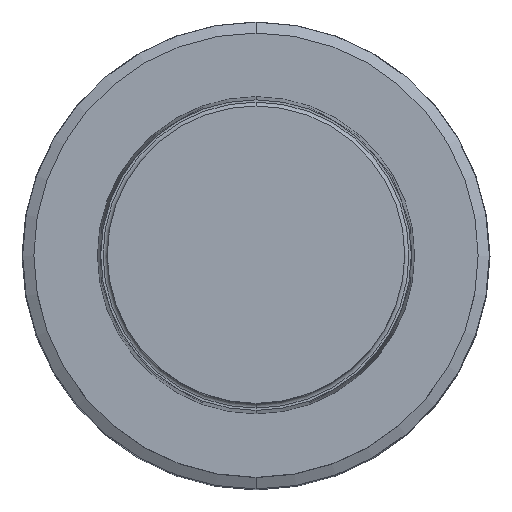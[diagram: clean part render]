
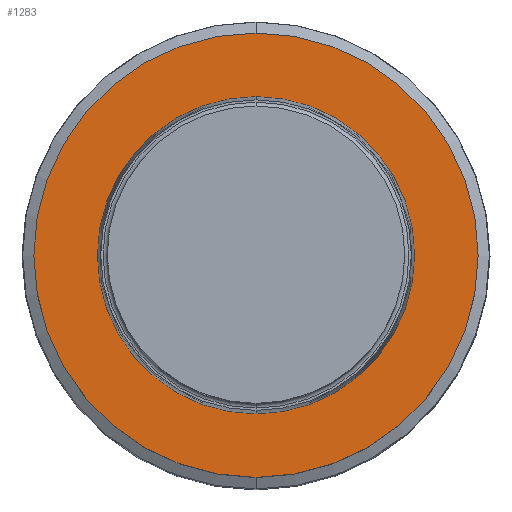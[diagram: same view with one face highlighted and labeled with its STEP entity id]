
A CAD part, top view. The second image highlights one B-rep face of the part: STEP entity #1283.
In plain terms, the highlighted planar face has unit normal (0, 0, 1).
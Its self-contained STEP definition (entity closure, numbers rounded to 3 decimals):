
#942=CARTESIAN_POINT('',(0.,0.,0.));
#943=DIRECTION('',(0.,0.,1.));
#944=DIRECTION('',(0.,1.,0.));
#945=AXIS2_PLACEMENT_3D('',#942,#943,#944);
#950=CARTESIAN_POINT('',(0.,0.,0.));
#951=DIRECTION('',(0.,0.,-1.));
#952=DIRECTION('',(0.,1.,0.));
#953=AXIS2_PLACEMENT_3D('',#950,#951,#952);
#958=CARTESIAN_POINT('',(0.,0.,0.));
#959=DIRECTION('',(0.,0.,-1.));
#960=DIRECTION('',(0.,1.,0.));
#961=AXIS2_PLACEMENT_3D('',#958,#959,#960);
#980=CARTESIAN_POINT('',(0.,0.,0.));
#981=DIRECTION('',(0.,0.,1.));
#982=DIRECTION('',(0.,1.,0.));
#983=AXIS2_PLACEMENT_3D('',#980,#981,#982);
#1090=CARTESIAN_POINT('',(0.,4.75,0.));
#1091=VERTEX_POINT('',#1090);
#1092=CARTESIAN_POINT('',(0.,3.391,0.));
#1094=VERTEX_POINT('',#1092);
#1110=CARTESIAN_POINT('',(0.,-4.75,0.));
#1111=VERTEX_POINT('',#1110);
#1112=CARTESIAN_POINT('',(0.,-3.391,0.));
#1114=VERTEX_POINT('',#1112);
#1268=CARTESIAN_POINT('',(0.,0.,0.));
#1269=DIRECTION('',(0.,0.,-1.));
#1270=DIRECTION('',(0.,-1.,0.));
#1271=AXIS2_PLACEMENT_3D('',#1268,#1269,#1270);
#1272=PLANE('',#1271);
#1273=ORIENTED_EDGE('',*,*,#1261,.F.);
#1274=ORIENTED_EDGE('',*,*,#1250,.T.);
#1275=EDGE_LOOP('',(#1273,#1274));
#1276=FACE_OUTER_BOUND('',#1275,.F.);
#1278=ORIENTED_EDGE('',*,*,#1277,.F.);
#1280=ORIENTED_EDGE('',*,*,#1279,.T.);
#1281=EDGE_LOOP('',(#1278,#1280));
#1282=FACE_BOUND('',#1281,.F.);
#946=CIRCLE('',#945,4.75);
#954=CIRCLE('',#953,4.75);
#962=CIRCLE('',#961,3.391);
#984=CIRCLE('',#983,3.391);
#1250=EDGE_CURVE('',#1091,#1111,#954,.T.);
#1261=EDGE_CURVE('',#1091,#1111,#946,.T.);
#1277=EDGE_CURVE('',#1094,#1114,#962,.T.);
#1279=EDGE_CURVE('',#1094,#1114,#984,.T.);
#1283=ADVANCED_FACE('',(#1276,#1282),#1272,.F.);
